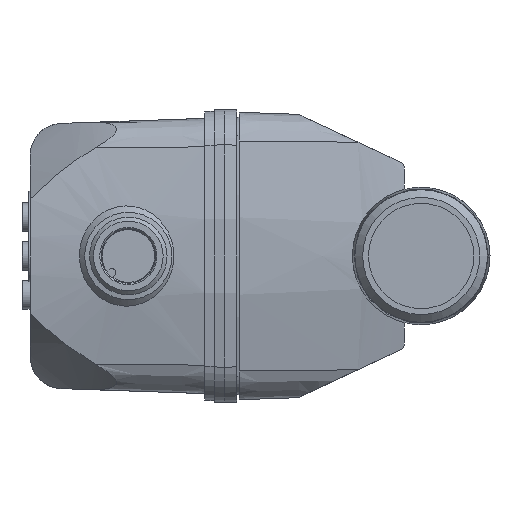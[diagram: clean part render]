
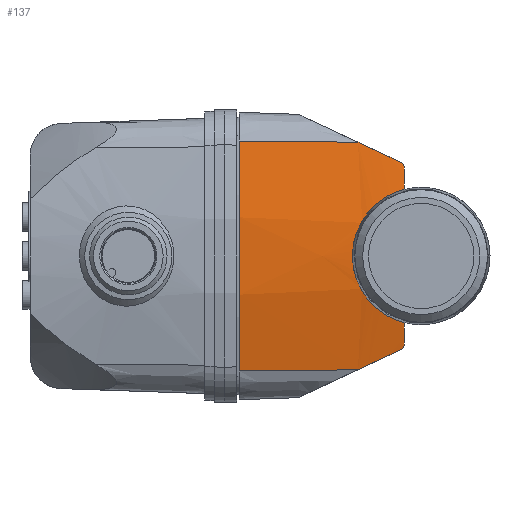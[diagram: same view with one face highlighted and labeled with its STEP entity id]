
A CAD part, left-side view. The second image highlights one B-rep face of the part: STEP entity #137.
In plain terms, the highlighted conical face has half-angle 2 degrees and reference radius 69.493 mm.
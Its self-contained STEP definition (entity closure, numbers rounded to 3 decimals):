
#137 = ADVANCED_FACE( '', ( #456 ), #457, .T. );
#456 = FACE_OUTER_BOUND( '', #977, .T. );
#457 = CONICAL_SURFACE( '', #978, 69.493, 0.035 );
#977 = EDGE_LOOP( '', ( #1784, #1785, #1786, #1787, #1788, #1789, #1790, #1791, #1792, #1793 ) );
#978 = AXIS2_PLACEMENT_3D( '', #1794, #1795, #1796 );
#1784 = ORIENTED_EDGE( '', *, *, #3339, .T. );
#1785 = ORIENTED_EDGE( '', *, *, #3192, .T. );
#1786 = ORIENTED_EDGE( '', *, *, #3340, .T. );
#1787 = ORIENTED_EDGE( '', *, *, #3341, .F. );
#1788 = ORIENTED_EDGE( '', *, *, #3342, .T. );
#1789 = ORIENTED_EDGE( '', *, *, #3343, .T. );
#1790 = ORIENTED_EDGE( '', *, *, #3344, .F. );
#1791 = ORIENTED_EDGE( '', *, *, #3345, .F. );
#1792 = ORIENTED_EDGE( '', *, *, #3346, .T. );
#1793 = ORIENTED_EDGE( '', *, *, #3177, .F. );
#1794 = CARTESIAN_POINT( '', ( 31.9, 28.175, 0. ) );
#1795 = DIRECTION( '', ( 0., 1., 0. ) );
#1796 = DIRECTION( '', ( 1., 0., 0. ) );
#3177 = EDGE_CURVE( '', #3744, #3745, #3746, .T. );
#3192 = EDGE_CURVE( '', #3773, #3771, #3774, .T. );
#3339 = EDGE_CURVE( '', #3744, #3773, #4027, .F. );
#3340 = EDGE_CURVE( '', #3771, #4028, #4029, .F. );
#3341 = EDGE_CURVE( '', #4030, #4028, #4031, .T. );
#3342 = EDGE_CURVE( '', #4030, #4032, #4033, .F. );
#3343 = EDGE_CURVE( '', #4032, #4034, #4035, .T. );
#3344 = EDGE_CURVE( '', #4036, #4034, #4037, .T. );
#3345 = EDGE_CURVE( '', #4038, #4036, #4039, .T. );
#3346 = EDGE_CURVE( '', #4038, #3745, #4040, .F. );
#3744 = VERTEX_POINT( '', #4696 );
#3745 = VERTEX_POINT( '', #4697 );
#3746 = B_SPLINE_CURVE_WITH_KNOTS( '', 3, ( #4698, #4699, #4700, #4701, #4702, #4703, #4704, #4705 ), .UNSPECIFIED., .F., .F., ( 4, 2, 2, 4 ), ( 0., 0., 0.001, 0.001 ), .UNSPECIFIED. );
#3771 = VERTEX_POINT( '', #4789 );
#3773 = VERTEX_POINT( '', #4792 );
#3774 = B_SPLINE_CURVE_WITH_KNOTS( '', 3, ( #4793, #4794, #4795, #4796, #4797, #4798, #4799, #4800, #4801, #4802, #4803, #4804, #4805, #4806, #4807, #4808, #4809, #4810, #4811, #4812, #4813, #4814, #4815, #4816, #4817, #4818, #4819, #4820, #4821, #4822, #4823, #4824, #4825, #4826, #4827, #4828, #4829, #4830, #4831, #4832, #4833, #4834, #4835, #4836 ), .UNSPECIFIED., .F., .F., ( 4, 2, 2, 2, 2, 2, 2, 2, 2, 2, 2, 2, 2, 2, 2, 2, 2, 2, 2, 2, 2, 4 ), ( 0., 0.003, 0.005, 0.007, 0.008, 0.009, 0.01, 0.011, 0.012, 0.014, 0.015, 0.016, 0.017, 0.018, 0.019, 0.021, 0.022, 0.022, 0.024, 0.025, 0.026, 0.028 ), .UNSPECIFIED. );
#4027 = CIRCLE( '', #5393, 68.6 );
#4028 = VERTEX_POINT( '', #5394 );
#4029 = CIRCLE( '', #5395, 68.6 );
#4030 = VERTEX_POINT( '', #5396 );
#4031 = B_SPLINE_CURVE_WITH_KNOTS( '', 3, ( #5397, #5398, #5399, #5400, #5401, #5402 ), .UNSPECIFIED., .F., .F., ( 4, 2, 4 ), ( 0., 0.001, 0.001 ), .UNSPECIFIED. );
#4032 = VERTEX_POINT( '', #5403 );
#4033 = ELLIPSE( '', #5404, 160.695, 67.722 );
#4034 = VERTEX_POINT( '', #5405 );
#4035 = LINE( '', #5406, #5407 );
#4036 = VERTEX_POINT( '', #5408 );
#4037 = CIRCLE( '', #5409, 69.493 );
#4038 = VERTEX_POINT( '', #5410 );
#4039 = LINE( '', #5411, #5412 );
#4040 = ELLIPSE( '', #5413, 160.695, 67.722 );
#4696 = CARTESIAN_POINT( '', ( -35.333, 2.597, -13.626 ) );
#4697 = CARTESIAN_POINT( '', ( -35.163, 3.174, -14.532 ) );
#4698 = CARTESIAN_POINT( '', ( -35.333, 2.597, -13.626 ) );
#4699 = CARTESIAN_POINT( '', ( -35.314, 2.597, -13.721 ) );
#4700 = CARTESIAN_POINT( '', ( -35.295, 2.61, -13.813 ) );
#4701 = CARTESIAN_POINT( '', ( -35.26, 2.662, -13.994 ) );
#4702 = CARTESIAN_POINT( '', ( -35.243, 2.701, -14.081 ) );
#4703 = CARTESIAN_POINT( '', ( -35.198, 2.852, -14.319 ) );
#4704 = CARTESIAN_POINT( '', ( -35.175, 3., -14.451 ) );
#4705 = CARTESIAN_POINT( '', ( -35.163, 3.174, -14.532 ) );
#4789 = CARTESIAN_POINT( '', ( -35.945, 2.597, 10.148 ) );
#4792 = CARTESIAN_POINT( '', ( -35.945, 2.597, -10.148 ) );
#4793 = CARTESIAN_POINT( '', ( -35.945, 2.597, -10.148 ) );
#4794 = CARTESIAN_POINT( '', ( -36.028, 3.725, -9.859 ) );
#4795 = CARTESIAN_POINT( '', ( -36.133, 4.772, -9.396 ) );
#4796 = CARTESIAN_POINT( '', ( -36.307, 6.227, -8.443 ) );
#4797 = CARTESIAN_POINT( '', ( -36.366, 6.681, -8.088 ) );
#4798 = CARTESIAN_POINT( '', ( -36.483, 7.522, -7.312 ) );
#4799 = CARTESIAN_POINT( '', ( -36.541, 7.911, -6.891 ) );
#4800 = CARTESIAN_POINT( '', ( -36.624, 8.444, -6.205 ) );
#4801 = CARTESIAN_POINT( '', ( -36.651, 8.613, -5.968 ) );
#4802 = CARTESIAN_POINT( '', ( -36.702, 8.928, -5.486 ) );
#4803 = CARTESIAN_POINT( '', ( -36.727, 9.075, -5.24 ) );
#4804 = CARTESIAN_POINT( '', ( -36.796, 9.484, -4.484 ) );
#4805 = CARTESIAN_POINT( '', ( -36.837, 9.716, -3.958 ) );
#4806 = CARTESIAN_POINT( '', ( -36.887, 9.999, -3.135 ) );
#4807 = CARTESIAN_POINT( '', ( -36.903, 10.083, -2.855 ) );
#4808 = CARTESIAN_POINT( '', ( -36.928, 10.225, -2.295 ) );
#4809 = CARTESIAN_POINT( '', ( -36.939, 10.284, -2.013 ) );
#4810 = CARTESIAN_POINT( '', ( -36.966, 10.426, -1.162 ) );
#4811 = CARTESIAN_POINT( '', ( -36.975, 10.475, -0.588 ) );
#4812 = CARTESIAN_POINT( '', ( -36.975, 10.475, 0.282 ) );
#4813 = CARTESIAN_POINT( '', ( -36.973, 10.463, 0.575 ) );
#4814 = CARTESIAN_POINT( '', ( -36.964, 10.415, 1.152 ) );
#4815 = CARTESIAN_POINT( '', ( -36.957, 10.38, 1.438 ) );
#4816 = CARTESIAN_POINT( '', ( -36.931, 10.238, 2.289 ) );
#4817 = CARTESIAN_POINT( '', ( -36.905, 10.097, 2.847 ) );
#4818 = CARTESIAN_POINT( '', ( -36.855, 9.816, 3.67 ) );
#4819 = CARTESIAN_POINT( '', ( -36.836, 9.709, 3.942 ) );
#4820 = CARTESIAN_POINT( '', ( -36.795, 9.477, 4.471 ) );
#4821 = CARTESIAN_POINT( '', ( -36.773, 9.351, 4.729 ) );
#4822 = CARTESIAN_POINT( '', ( -36.704, 8.942, 5.487 ) );
#4823 = CARTESIAN_POINT( '', ( -36.653, 8.628, 5.967 ) );
#4824 = CARTESIAN_POINT( '', ( -36.57, 8.097, 6.652 ) );
#4825 = CARTESIAN_POINT( '', ( -36.541, 7.909, 6.874 ) );
#4826 = CARTESIAN_POINT( '', ( -36.484, 7.519, 7.299 ) );
#4827 = CARTESIAN_POINT( '', ( -36.454, 7.316, 7.502 ) );
#4828 = CARTESIAN_POINT( '', ( -36.367, 6.685, 8.085 ) );
#4829 = CARTESIAN_POINT( '', ( -36.308, 6.234, 8.438 ) );
#4830 = CARTESIAN_POINT( '', ( -36.221, 5.511, 8.913 ) );
#4831 = CARTESIAN_POINT( '', ( -36.193, 5.261, 9.063 ) );
#4832 = CARTESIAN_POINT( '', ( -36.137, 4.753, 9.339 ) );
#4833 = CARTESIAN_POINT( '', ( -36.111, 4.495, 9.466 ) );
#4834 = CARTESIAN_POINT( '', ( -36.034, 3.705, 9.815 ) );
#4835 = CARTESIAN_POINT( '', ( -35.987, 3.161, 10.004 ) );
#4836 = CARTESIAN_POINT( '', ( -35.945, 2.597, 10.148 ) );
#5393 = AXIS2_PLACEMENT_3D( '', #6688, #6689, #6690 );
#5394 = CARTESIAN_POINT( '', ( -35.333, 2.597, 13.626 ) );
#5395 = AXIS2_PLACEMENT_3D( '', #6691, #6692, #6693 );
#5396 = CARTESIAN_POINT( '', ( -35.163, 3.174, 14.532 ) );
#5397 = CARTESIAN_POINT( '', ( -35.163, 3.174, 14.532 ) );
#5398 = CARTESIAN_POINT( '', ( -35.175, 3., 14.451 ) );
#5399 = CARTESIAN_POINT( '', ( -35.198, 2.853, 14.321 ) );
#5400 = CARTESIAN_POINT( '', ( -35.258, 2.652, 14.002 ) );
#5401 = CARTESIAN_POINT( '', ( -35.295, 2.597, 13.815 ) );
#5402 = CARTESIAN_POINT( '', ( -35.333, 2.597, 13.626 ) );
#5403 = CARTESIAN_POINT( '', ( -34.66, 9.782, 17.614 ) );
#5404 = AXIS2_PLACEMENT_3D( '', #6694, #6695, #6696 );
#5405 = CARTESIAN_POINT( '', ( -35.281, 28.175, 17.778 ) );
#5406 = CARTESIAN_POINT( '', ( -35.281, 28.175, 17.778 ) );
#5407 = VECTOR( '', #6697, 1000. );
#5408 = CARTESIAN_POINT( '', ( -35.281, 28.175, -17.778 ) );
#5409 = AXIS2_PLACEMENT_3D( '', #6698, #6699, #6700 );
#5410 = CARTESIAN_POINT( '', ( -34.66, 9.782, -17.614 ) );
#5411 = CARTESIAN_POINT( '', ( -35.281, 28.175, -17.778 ) );
#5412 = VECTOR( '', #6701, 1000. );
#5413 = AXIS2_PLACEMENT_3D( '', #6702, #6703, #6704 );
#6688 = CARTESIAN_POINT( '', ( 31.9, 2.597, 0. ) );
#6689 = DIRECTION( '', ( 0., -1., 0. ) );
#6690 = DIRECTION( '', ( 0., 0., -1. ) );
#6691 = CARTESIAN_POINT( '', ( 31.9, 2.597, 0. ) );
#6692 = DIRECTION( '', ( 0., -1., 0. ) );
#6693 = DIRECTION( '', ( 0., 0., -1. ) );
#6694 = CARTESIAN_POINT( '', ( 31.9, -17.084, 5.086 ) );
#6695 = DIRECTION( '', ( 0., -0.423, 0.906 ) );
#6696 = DIRECTION( '', ( 0., 0.906, 0.423 ) );
#6697 = DIRECTION( '', ( -0.034, 0.999, 0.009 ) );
#6698 = CARTESIAN_POINT( '', ( 31.9, 28.175, 0. ) );
#6699 = DIRECTION( '', ( 0., 1., 0. ) );
#6700 = DIRECTION( '', ( 1., 0., 0. ) );
#6701 = DIRECTION( '', ( -0.034, 0.999, -0.009 ) );
#6702 = CARTESIAN_POINT( '', ( 31.9, -17.084, -5.086 ) );
#6703 = DIRECTION( '', ( 0., -0.423, -0.906 ) );
#6704 = DIRECTION( '', ( 0., 0.906, -0.423 ) );
